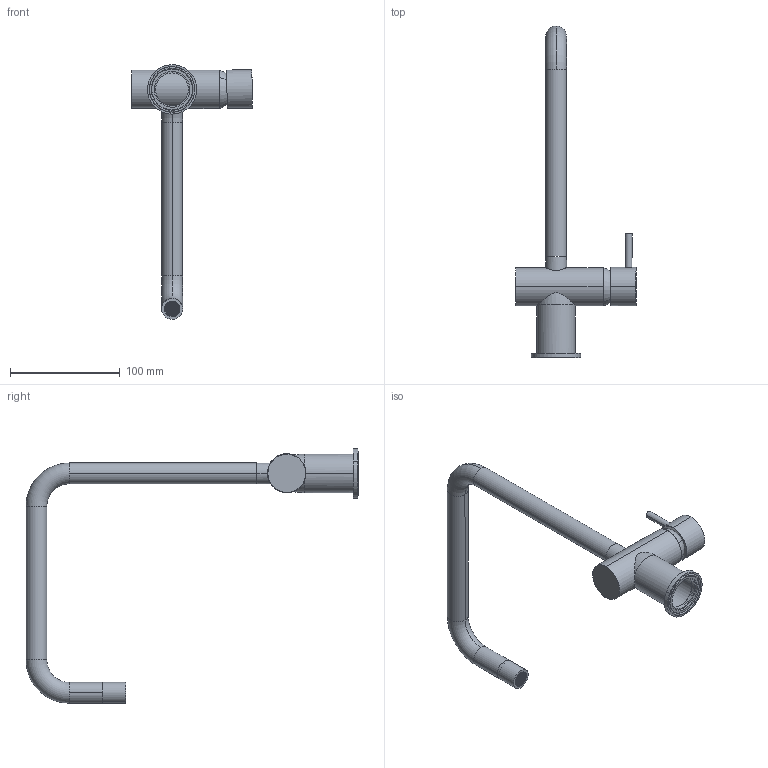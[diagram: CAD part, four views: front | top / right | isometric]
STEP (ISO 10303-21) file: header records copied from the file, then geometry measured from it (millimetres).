
FILE_DESCRIPTION (( 'STEP AP214' ), '1' );
FILE_NAME ('SLSMQLCLH_shell.STEP', '2018-10-19T01:12:59', ( 'khoa' ), ( '' ), 'SwSTEP 2.0', 'SolidWorks 2016', '' );
FILE_SCHEMA (( 'AUTOMOTIVE_DESIGN' ));
Length unit declared in the file: millimetre
Products named in the file (2): SLSMQLCLH_shell
Bounding box: 110.27 x 302.59 x 232.01 mm (x, y, z)
Volume: 147320.2 mm3; surface area: 85605.6 mm2
Topology: 10 solids, 10 shells, 1904 faces, 5754 edges, 3826 vertices
Faces by surface type: plane 1802, cylinder 72, torus 18, cone 10, sphere 2
Entity records: 86154 total; most frequent: CARTESIAN_POINT 11948, ORIENTED_EDGE 11508, DIRECTION 9844, EDGE_CURVE 5754, VECTOR 5436, LINE 5436, VERTEX_POINT 3826, EDGE_LOOP 2494
